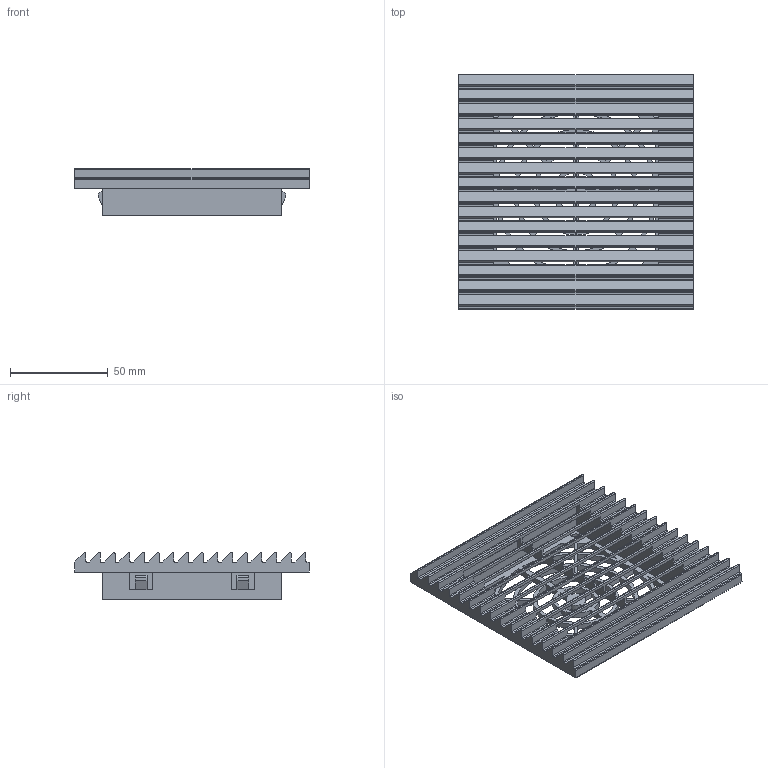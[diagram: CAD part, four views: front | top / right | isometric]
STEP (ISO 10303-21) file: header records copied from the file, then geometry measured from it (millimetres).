
FILE_DESCRIPTION (( 'STEP AP203' ), '1' );
FILE_NAME ('FE-460-3.STEP', '2009-10-22T11:31:14', ( '10sw' ), ( 'タキゲン製造株式会社' ), 'SwSTEP 2.0', 'SolidWorks 2007', '' );
FILE_SCHEMA (( 'CONFIG_CONTROL_DESIGN' ));
Length unit declared in the file: millimetre
Products named in the file (3): FE-460-3昞柺__棉太倌; FE-460-3棤柺__棉太倌; FE-460-3
Assembly tree (2 placements, depth 2):
  FE-460-3
    FE-460-3棤柺__棉太倌
    FE-460-3昞柺__棉太倌
Bounding box: 120 x 120 x 24 mm (x, y, z)
Volume: 81015.4 mm3; surface area: 89503 mm2
Topology: 2 solids, 2 shells, 625 faces, 1927 edges, 1262 vertices
Faces by surface type: plane 381, cylinder 228, cone 16
Entity records: 21984 total; most frequent: ORIENTED_EDGE 3854, CARTESIAN_POINT 3819, DIRECTION 3665, EDGE_CURVE 1927, VECTOR 1449, LINE 1449, VERTEX_POINT 1262, AXIS2_PLACEMENT_3D 1108
